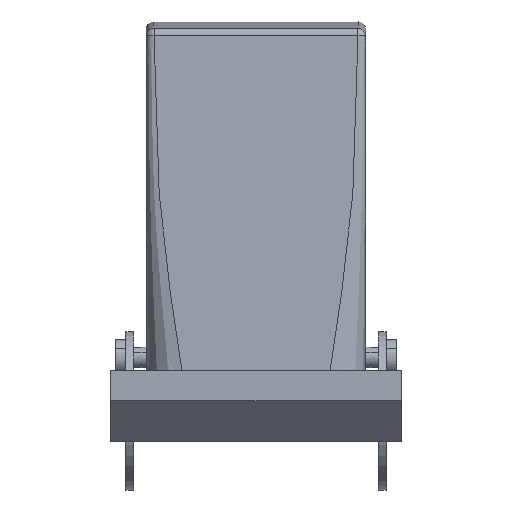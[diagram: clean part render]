
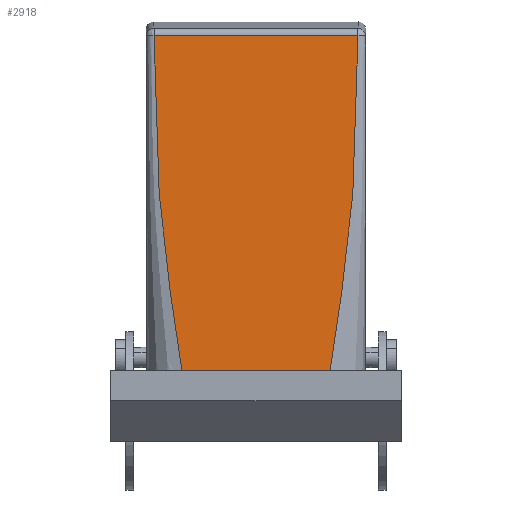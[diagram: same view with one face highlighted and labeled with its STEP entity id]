
A CAD part, front view. The second image highlights one B-rep face of the part: STEP entity #2918.
In plain terms, the highlighted planar face has unit normal (0, -1, 0.013).
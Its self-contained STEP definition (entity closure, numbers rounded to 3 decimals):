
#2905=AXIS2_PLACEMENT_3D('Plane Axis2P3D',#2902,#2903,#2904) ;
#891=CARTESIAN_POINT('Vertex',(14.5,18.,19.8)) ;
#960=CARTESIAN_POINT('Vertex',(42.5,18.,19.8)) ;
#963=CARTESIAN_POINT('Line Origine',(28.5,18.,19.8)) ;
#2137=CARTESIAN_POINT('Vertex',(8.515,18.906,88.995)) ;
#2166=CARTESIAN_POINT('Control Point',(8.515,18.906,88.995)) ;
#2167=CARTESIAN_POINT('Control Point',(8.542,18.876,86.745)) ;
#2168=CARTESIAN_POINT('Control Point',(8.574,18.847,84.496)) ;
#2169=CARTESIAN_POINT('Control Point',(8.615,18.817,82.247)) ;
#2170=CARTESIAN_POINT('Control Point',(8.707,18.758,77.742)) ;
#2171=CARTESIAN_POINT('Control Point',(8.824,18.7,73.237)) ;
#2172=CARTESIAN_POINT('Control Point',(8.891,18.669,70.876)) ;
#2173=CARTESIAN_POINT('Control Point',(9.067,18.598,65.508)) ;
#2174=CARTESIAN_POINT('Control Point',(9.352,18.528,60.142)) ;
#2175=CARTESIAN_POINT('Control Point',(9.574,18.487,57.033)) ;
#2176=CARTESIAN_POINT('Control Point',(10.133,18.406,50.819)) ;
#2177=CARTESIAN_POINT('Control Point',(10.888,18.325,44.618)) ;
#2178=CARTESIAN_POINT('Control Point',(11.306,18.284,41.521)) ;
#2179=CARTESIAN_POINT('Control Point',(12.033,18.218,36.453)) ;
#2180=CARTESIAN_POINT('Control Point',(12.791,18.152,31.388)) ;
#2181=CARTESIAN_POINT('Control Point',(13.088,18.126,29.413)) ;
#2182=CARTESIAN_POINT('Control Point',(13.553,18.085,26.296)) ;
#2183=CARTESIAN_POINT('Control Point',(14.012,18.044,23.179)) ;
#2184=CARTESIAN_POINT('Control Point',(14.176,18.029,22.051)) ;
#2185=CARTESIAN_POINT('Control Point',(14.338,18.015,20.927)) ;
#2186=CARTESIAN_POINT('Control Point',(14.5,18.,19.8)) ;
#2857=CARTESIAN_POINT('Control Point',(48.485,18.906,88.995)) ;
#2858=CARTESIAN_POINT('Control Point',(48.458,18.876,86.745)) ;
#2859=CARTESIAN_POINT('Control Point',(48.426,18.847,84.496)) ;
#2860=CARTESIAN_POINT('Control Point',(48.385,18.817,82.247)) ;
#2861=CARTESIAN_POINT('Control Point',(48.293,18.758,77.742)) ;
#2862=CARTESIAN_POINT('Control Point',(48.176,18.7,73.237)) ;
#2863=CARTESIAN_POINT('Control Point',(48.109,18.669,70.876)) ;
#2864=CARTESIAN_POINT('Control Point',(47.933,18.598,65.508)) ;
#2865=CARTESIAN_POINT('Control Point',(47.648,18.528,60.142)) ;
#2866=CARTESIAN_POINT('Control Point',(47.426,18.487,57.033)) ;
#2867=CARTESIAN_POINT('Control Point',(46.867,18.406,50.819)) ;
#2868=CARTESIAN_POINT('Control Point',(46.112,18.325,44.618)) ;
#2869=CARTESIAN_POINT('Control Point',(45.694,18.284,41.521)) ;
#2870=CARTESIAN_POINT('Control Point',(44.967,18.218,36.453)) ;
#2871=CARTESIAN_POINT('Control Point',(44.209,18.152,31.388)) ;
#2872=CARTESIAN_POINT('Control Point',(43.912,18.126,29.413)) ;
#2873=CARTESIAN_POINT('Control Point',(43.447,18.085,26.296)) ;
#2874=CARTESIAN_POINT('Control Point',(42.988,18.044,23.179)) ;
#2875=CARTESIAN_POINT('Control Point',(42.824,18.029,22.051)) ;
#2876=CARTESIAN_POINT('Control Point',(42.662,18.015,20.927)) ;
#2877=CARTESIAN_POINT('Control Point',(42.5,18.,19.8)) ;
#2878=CARTESIAN_POINT('Vertex',(48.485,18.906,88.995)) ;
#2902=CARTESIAN_POINT('Axis2P3D Location',(28.5,19.046,99.715)) ;
#2907=CARTESIAN_POINT('Line Origine',(28.5,18.906,88.995)) ;
#964=DIRECTION('Vector Direction',(-1.,0.,0.)) ;
#2903=DIRECTION('Axis2P3D Direction',(0.,-1.,0.013)) ;
#2904=DIRECTION('Axis2P3D XDirection',(-1.,0.,0.)) ;
#2908=DIRECTION('Vector Direction',(1.,0.,0.)) ;
#965=VECTOR('Line Direction',#964,1.) ;
#2909=VECTOR('Line Direction',#2908,1.) ;
#2913=ORIENTED_EDGE('',*,*,#2187,.F.) ;
#2914=ORIENTED_EDGE('',*,*,#967,.T.) ;
#2915=ORIENTED_EDGE('',*,*,#2880,.T.) ;
#2916=ORIENTED_EDGE('',*,*,#2911,.F.) ;
#2918=ADVANCED_FACE('Housing',(#2917),#2906,.T.) ;
#2165=B_SPLINE_CURVE_WITH_KNOTS('',5,(#2166,#2167,#2168,#2169,#2170,#2171,#2172,#2173,#2174,#2175,#2176,#2177,#2178,#2179,#2180,#2181,#2182,#2183,#2184,#2185,#2186),.UNSPECIFIED.,.F.,.U.,(6,3,3,3,3,3,6),(31.573,42.827,54.115,69.691,85.268,95.221,100.975),.UNSPECIFIED.) ;
#2856=B_SPLINE_CURVE_WITH_KNOTS('',5,(#2857,#2858,#2859,#2860,#2861,#2862,#2863,#2864,#2865,#2866,#2867,#2868,#2869,#2870,#2871,#2872,#2873,#2874,#2875,#2876,#2877),.UNSPECIFIED.,.F.,.U.,(6,3,3,3,3,3,6),(31.573,42.827,54.115,69.691,85.268,95.221,100.975),.UNSPECIFIED.) ;
#967=EDGE_CURVE('',#892,#961,#966,.F.) ;
#2187=EDGE_CURVE('',#892,#2138,#2165,.F.) ;
#2880=EDGE_CURVE('',#961,#2879,#2856,.F.) ;
#2911=EDGE_CURVE('',#2138,#2879,#2910,.T.) ;
#2912=EDGE_LOOP('',(#2913,#2914,#2915,#2916)) ;
#2917=FACE_OUTER_BOUND('',#2912,.T.) ;
#966=LINE('Line',#963,#965) ;
#2910=LINE('Line',#2907,#2909) ;
#2906=PLANE('',#2905) ;
#892=VERTEX_POINT('',#891) ;
#961=VERTEX_POINT('',#960) ;
#2138=VERTEX_POINT('',#2137) ;
#2879=VERTEX_POINT('',#2878) ;
